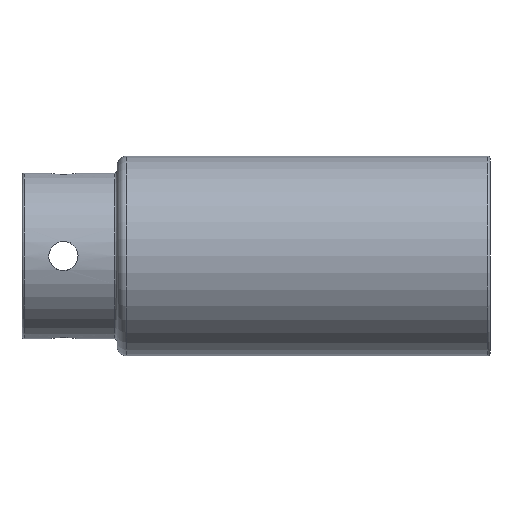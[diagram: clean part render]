
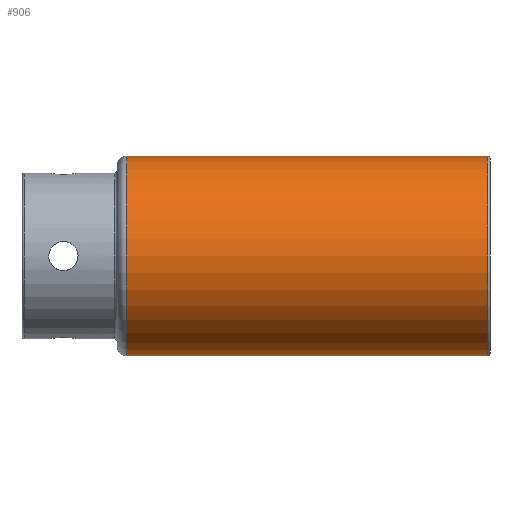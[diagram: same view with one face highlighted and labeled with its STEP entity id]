
A CAD part, front view. The second image highlights one B-rep face of the part: STEP entity #906.
In plain terms, the highlighted cylindrical face has radius 20.5 mm (diameter 41 mm), a partial arc.
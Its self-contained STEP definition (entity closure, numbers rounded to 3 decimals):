
#8 = EDGE_CURVE ( 'NONE', #204, #1445, #1146, .T. ) ;
#18 = ORIENTED_EDGE ( 'NONE', *, *, #1569, .F. ) ;
#22 = ORIENTED_EDGE ( 'NONE', *, *, #478, .T. ) ;
#37 = ORIENTED_EDGE ( 'NONE', *, *, #8, .T. ) ;
#53 = VECTOR ( 'NONE', #306, 1000. ) ;
#114 = AXIS2_PLACEMENT_3D ( 'NONE', #1141, #1010, #392 ) ;
#119 = CARTESIAN_POINT ( 'NONE',  ( 0., 0., -20.5 ) ) ;
#162 = CARTESIAN_POINT ( 'NONE',  ( 21.5, 0., 0. ) ) ;
#169 = DIRECTION ( 'NONE',  ( -1., 0., 0. ) ) ;
#204 = VERTEX_POINT ( 'NONE', #646 ) ;
#289 = DIRECTION ( 'NONE',  ( 0., 0., 1. ) ) ;
#306 = DIRECTION ( 'NONE',  ( -1., 0., 0. ) ) ;
#381 = CIRCLE ( 'NONE', #1500, 20.5 ) ;
#382 = VECTOR ( 'NONE', #492, 1000. ) ;
#392 = DIRECTION ( 'NONE',  ( 0., 0., 1. ) ) ;
#478 = EDGE_CURVE ( 'NONE', #784, #204, #864, .T. ) ;
#492 = DIRECTION ( 'NONE',  ( -1., 0., 0. ) ) ;
#592 = EDGE_LOOP ( 'NONE', ( #1082, #22, #37, #18 ) ) ;
#646 = CARTESIAN_POINT ( 'NONE',  ( 95.5, 0., 20.5 ) ) ;
#674 = CARTESIAN_POINT ( 'NONE',  ( 0., 0., 20.5 ) ) ;
#784 = VERTEX_POINT ( 'NONE', #1361 ) ;
#864 = CIRCLE ( 'NONE', #114, 20.5 ) ;
#906 = ADVANCED_FACE ( 'NONE', ( #920 ), #1198, .T. ) ;
#920 = FACE_OUTER_BOUND ( 'NONE', #592, .T. ) ;
#949 = DIRECTION ( 'NONE',  ( 0., 0., 1. ) ) ;
#1010 = DIRECTION ( 'NONE',  ( -1., 0., 0. ) ) ;
#1012 = LINE ( 'NONE', #119, #382 ) ;
#1082 = ORIENTED_EDGE ( 'NONE', *, *, #1155, .F. ) ;
#1135 = VERTEX_POINT ( 'NONE', #1587 ) ;
#1141 = CARTESIAN_POINT ( 'NONE',  ( 95.5, 0., 0. ) ) ;
#1146 = LINE ( 'NONE', #674, #53 ) ;
#1155 = EDGE_CURVE ( 'NONE', #784, #1135, #1012, .T. ) ;
#1187 = CARTESIAN_POINT ( 'NONE',  ( 0., 0., 0. ) ) ;
#1194 = AXIS2_PLACEMENT_3D ( 'NONE', #1187, #1419, #949 ) ;
#1198 = CYLINDRICAL_SURFACE ( 'NONE', #1194, 20.5 ) ;
#1200 = CARTESIAN_POINT ( 'NONE',  ( 21.5, 0., 20.5 ) ) ;
#1361 = CARTESIAN_POINT ( 'NONE',  ( 95.5, 0., -20.5 ) ) ;
#1419 = DIRECTION ( 'NONE',  ( -1., 0., 0. ) ) ;
#1445 = VERTEX_POINT ( 'NONE', #1200 ) ;
#1500 = AXIS2_PLACEMENT_3D ( 'NONE', #162, #169, #289 ) ;
#1569 = EDGE_CURVE ( 'NONE', #1135, #1445, #381, .T. ) ;
#1587 = CARTESIAN_POINT ( 'NONE',  ( 21.5, 0., -20.5 ) ) ;
